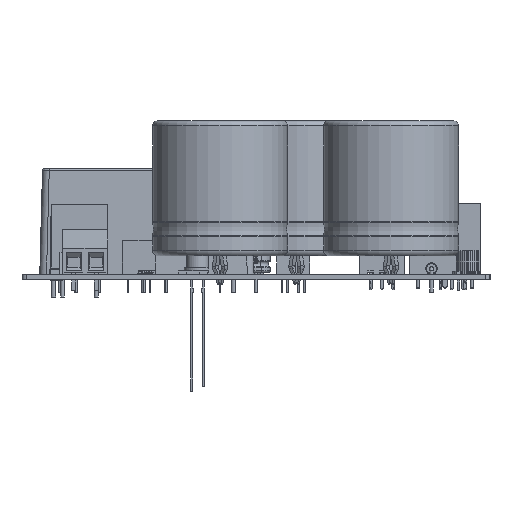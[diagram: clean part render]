
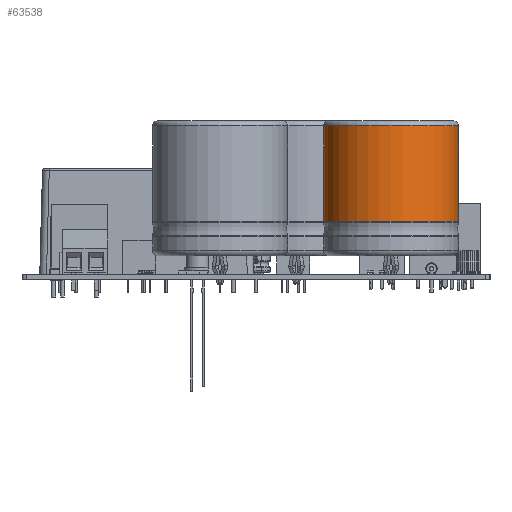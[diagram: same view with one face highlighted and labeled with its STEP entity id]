
A CAD part, left-side view. The second image highlights one B-rep face of the part: STEP entity #63538.
In plain terms, the highlighted cylindrical face has radius 15 mm (diameter 30 mm), a full revolution.
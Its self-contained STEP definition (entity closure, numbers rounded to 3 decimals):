
#63188 = EDGE_CURVE('',#63189,#63191,#63193,.T.);
#63189 = VERTEX_POINT('',#63190);
#63190 = CARTESIAN_POINT('',(-15.,0.,7.661));
#63191 = VERTEX_POINT('',#63192);
#63192 = CARTESIAN_POINT('',(15.,0.,7.661));
#63193 = CIRCLE('',#63194,15.);
#63194 = AXIS2_PLACEMENT_3D('',#63195,#63196,#63197);
#63195 = CARTESIAN_POINT('',(0.,0.,7.661));
#63196 = DIRECTION('',(0.,0.,-1.));
#63197 = DIRECTION('',(-1.,0.,0.));
#63199 = EDGE_CURVE('',#63191,#63189,#63200,.T.);
#63200 = CIRCLE('',#63201,15.);
#63201 = AXIS2_PLACEMENT_3D('',#63202,#63203,#63204);
#63202 = CARTESIAN_POINT('',(0.,0.,7.661));
#63203 = DIRECTION('',(0.,0.,-1.));
#63204 = DIRECTION('',(-1.,0.,0.));
#63331 = VERTEX_POINT('',#63332);
#63332 = CARTESIAN_POINT('',(15.,0.,28.9));
#63342 = EDGE_CURVE('',#63331,#63331,#63343,.T.);
#63343 = CIRCLE('',#63344,15.);
#63344 = AXIS2_PLACEMENT_3D('',#63345,#63346,#63347);
#63345 = CARTESIAN_POINT('',(0.,0.,28.9));
#63346 = DIRECTION('',(0.,0.,1.));
#63347 = DIRECTION('',(1.,0.,0.));
#63538 = ADVANCED_FACE('',(#63539),#63550,.T.);
#63539 = FACE_BOUND('',#63540,.T.);
#63540 = EDGE_LOOP('',(#63541,#63542,#63547,#63548,#63549));
#63541 = ORIENTED_EDGE('',*,*,#63342,.F.);
#63542 = ORIENTED_EDGE('',*,*,#63543,.F.);
#63543 = EDGE_CURVE('',#63191,#63331,#63544,.T.);
#63544 = B_SPLINE_CURVE_WITH_KNOTS('',1,(#63545,#63546),.UNSPECIFIED.,
  .F.,.F.,(2,2),(5.961,27.2),.PIECEWISE_BEZIER_KNOTS.);
#63545 = CARTESIAN_POINT('',(15.,0.,7.661));
#63546 = CARTESIAN_POINT('',(15.,0.,28.9));
#63547 = ORIENTED_EDGE('',*,*,#63188,.F.);
#63548 = ORIENTED_EDGE('',*,*,#63199,.F.);
#63549 = ORIENTED_EDGE('',*,*,#63543,.T.);
#63550 = CYLINDRICAL_SURFACE('',#63551,15.);
#63551 = AXIS2_PLACEMENT_3D('',#63552,#63553,#63554);
#63552 = CARTESIAN_POINT('',(0.,0.,1.7));
#63553 = DIRECTION('',(0.,0.,1.));
#63554 = DIRECTION('',(1.,0.,0.));
